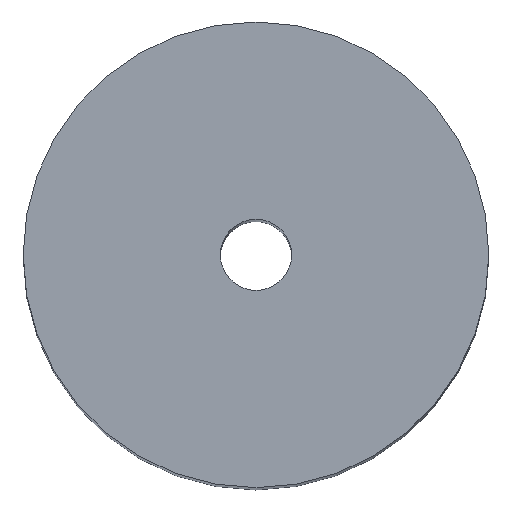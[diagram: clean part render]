
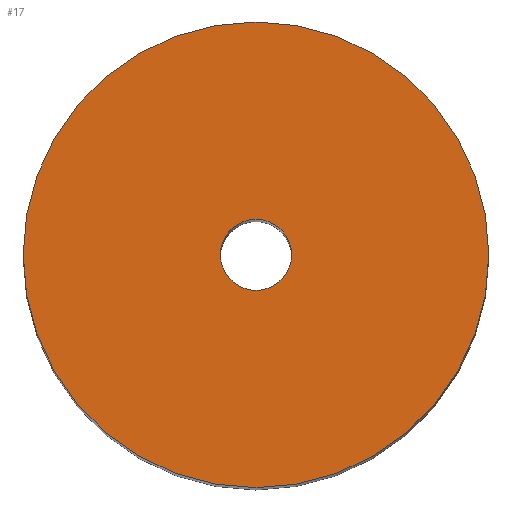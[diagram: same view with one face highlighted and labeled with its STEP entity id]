
A CAD part, top view. The second image highlights one B-rep face of the part: STEP entity #17.
In plain terms, the highlighted planar face has unit normal (0, 0, 1).
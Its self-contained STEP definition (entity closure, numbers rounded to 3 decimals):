
#2 = VERTEX_POINT ( 'NONE', #238 ) ;
#5 = VERTEX_POINT ( 'NONE', #134 ) ;
#9 = CARTESIAN_POINT ( 'NONE',  ( 0., 0., 75. ) ) ;
#14 = DIRECTION ( 'NONE',  ( 0., 0., 1. ) ) ;
#17 = ADVANCED_FACE ( 'NONE', ( #124, #86 ), #159, .T. ) ;
#19 = AXIS2_PLACEMENT_3D ( 'NONE', #198, #14, #179 ) ;
#21 = ORIENTED_EDGE ( 'NONE', *, *, #169, .T. ) ;
#25 = EDGE_CURVE ( 'NONE', #40, #5, #221, .T. ) ;
#37 = EDGE_LOOP ( 'NONE', ( #168, #21 ) ) ;
#40 = VERTEX_POINT ( 'NONE', #48 ) ;
#48 = CARTESIAN_POINT ( 'NONE',  ( -2., 0., 75. ) ) ;
#49 = DIRECTION ( 'NONE',  ( 1., 0., 0. ) ) ;
#56 = EDGE_CURVE ( 'NONE', #5, #40, #123, .T. ) ;
#68 = AXIS2_PLACEMENT_3D ( 'NONE', #122, #240, #87 ) ;
#78 = ORIENTED_EDGE ( 'NONE', *, *, #25, .F. ) ;
#81 = EDGE_LOOP ( 'NONE', ( #78, #147 ) ) ;
#86 = FACE_BOUND ( 'NONE', #81, .T. ) ;
#87 = DIRECTION ( 'NONE',  ( 1., 0., 0. ) ) ;
#88 = CIRCLE ( 'NONE', #133, 13.1 ) ;
#90 = DIRECTION ( 'NONE',  ( 1., 0., 0. ) ) ;
#92 = CARTESIAN_POINT ( 'NONE',  ( 0., 0., 75. ) ) ;
#98 = VERTEX_POINT ( 'NONE', #200 ) ;
#101 = AXIS2_PLACEMENT_3D ( 'NONE', #9, #224, #181 ) ;
#111 = CARTESIAN_POINT ( 'NONE',  ( 0., 0., 75. ) ) ;
#113 = CIRCLE ( 'NONE', #182, 13.1 ) ;
#122 = CARTESIAN_POINT ( 'NONE',  ( 0., 0., 75. ) ) ;
#123 = CIRCLE ( 'NONE', #19, 2. ) ;
#124 = FACE_OUTER_BOUND ( 'NONE', #37, .T. ) ;
#133 = AXIS2_PLACEMENT_3D ( 'NONE', #111, #143, #49 ) ;
#134 = CARTESIAN_POINT ( 'NONE',  ( 2., 0., 75. ) ) ;
#143 = DIRECTION ( 'NONE',  ( 0., 0., 1. ) ) ;
#146 = EDGE_CURVE ( 'NONE', #2, #98, #88, .T. ) ;
#147 = ORIENTED_EDGE ( 'NONE', *, *, #56, .F. ) ;
#159 = PLANE ( 'NONE',  #101 ) ;
#168 = ORIENTED_EDGE ( 'NONE', *, *, #146, .T. ) ;
#169 = EDGE_CURVE ( 'NONE', #98, #2, #113, .T. ) ;
#179 = DIRECTION ( 'NONE',  ( 1., 0., 0. ) ) ;
#181 = DIRECTION ( 'NONE',  ( 1., 0., 0. ) ) ;
#182 = AXIS2_PLACEMENT_3D ( 'NONE', #92, #228, #90 ) ;
#198 = CARTESIAN_POINT ( 'NONE',  ( 0., 0., 75. ) ) ;
#200 = CARTESIAN_POINT ( 'NONE',  ( 13.1, 0., 75. ) ) ;
#221 = CIRCLE ( 'NONE', #68, 2. ) ;
#224 = DIRECTION ( 'NONE',  ( 0., 0., 1. ) ) ;
#228 = DIRECTION ( 'NONE',  ( 0., 0., 1. ) ) ;
#238 = CARTESIAN_POINT ( 'NONE',  ( -13.1, 0., 75. ) ) ;
#240 = DIRECTION ( 'NONE',  ( 0., 0., 1. ) ) ;
